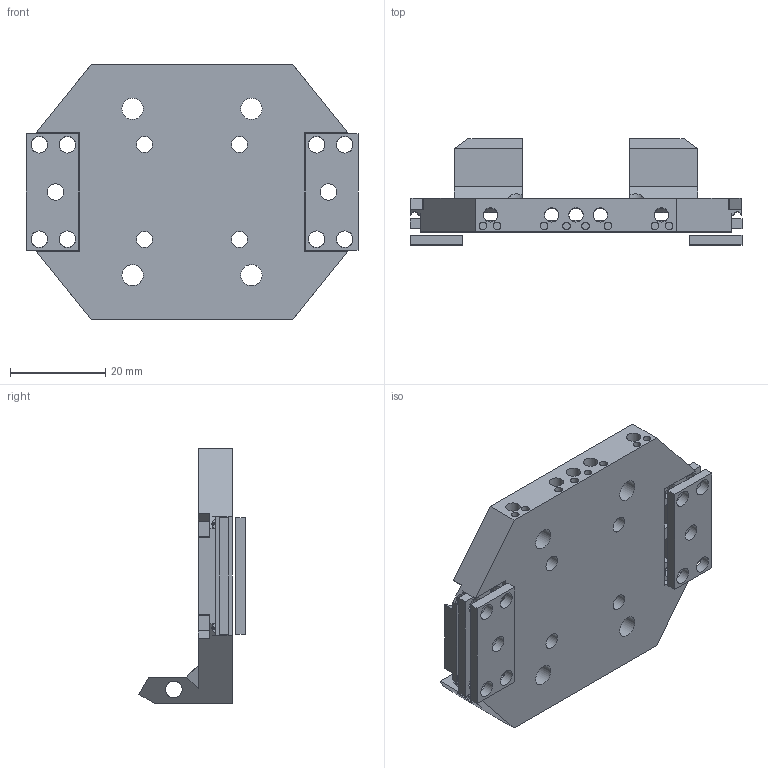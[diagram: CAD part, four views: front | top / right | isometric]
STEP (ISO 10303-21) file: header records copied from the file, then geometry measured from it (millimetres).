
FILE_DESCRIPTION(/* description */ ('STEP AP242 Edition 2','CAx-IF Rec.Pracs.---Representation and Presentation of Product Manufacturing Information (PMI)---4.0---2014-10-13','CAx-IF Rec.Pracs.---3D Tessellated Geometry---0.4---2014-09-14','2;1','CAx-IF Rec.Pracs.---User Defined Attributes---1.5---2016-08-15'),/* implementation_level */ '2;1');
FILE_NAME(/* name */ '6951b2271369e59525f9a064',/* time_stamp */ '2025-12-28T22:41:43Z',/* author */ (''),/* organization */ (''),/* preprocessor_version */ 'ST-DEVELOPER v20',/* originating_system */ 'ONSHAPE BY PTC INC, 1.208',/* authorisation */ ' ');
FILE_SCHEMA (('AP242_MANAGED_MODEL_BASED_3D_ENGINEERING_MIM_LF { 1 0 10303 442 3 1 4 }'));
Length unit declared in the file: metre
Products named in the file (5): Part 4; Part 5; Part 1; Part 2; Part 3
Bounding box: 69.8 x 22.39 x 53.5 mm (x, y, z)
Volume: 15972.4 mm3; surface area: 15052.4 mm2
Topology: 5 solids, 5 shells, 267 faces, 781 edges, 517 vertices
Faces by surface type: plane 187, cylinder 80
Full cylindrical faces by diameter (mm): 1.6 x8, 3 x10, 3.4 x4, 3.5 x32, 4.5 x4
Entity records: 8749 total; most frequent: CARTESIAN_POINT 1718, ORIENTED_EDGE 1376, DIRECTION 1376, EDGE_CURVE 688, VERTEX_POINT 482, LINE 468, VECTOR 468, AXIS2_PLACEMENT_3D 454
